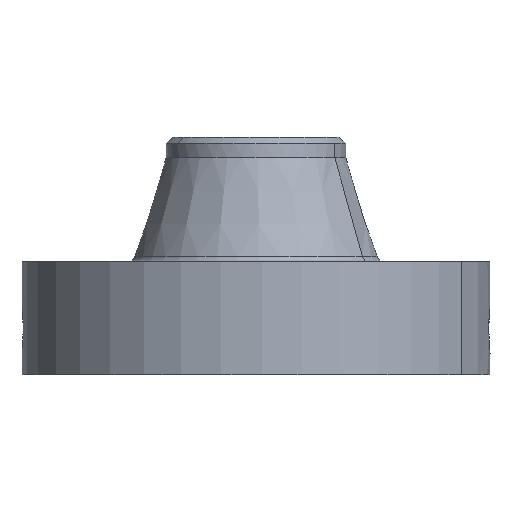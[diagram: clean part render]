
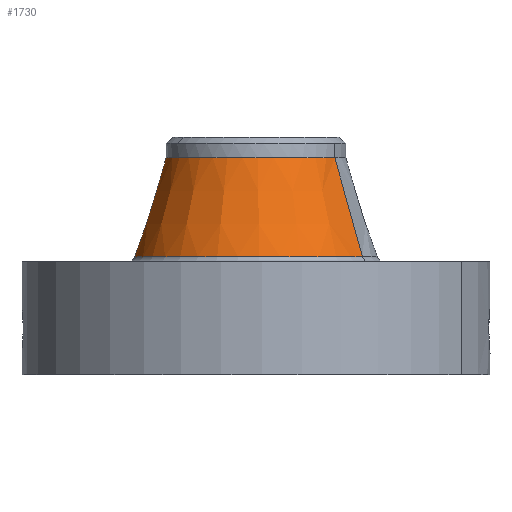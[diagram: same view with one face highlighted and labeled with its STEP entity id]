
A CAD part, left-side view. The second image highlights one B-rep face of the part: STEP entity #1730.
In plain terms, the highlighted conical face has half-angle 17.642 degrees and reference radius 36.576 mm.
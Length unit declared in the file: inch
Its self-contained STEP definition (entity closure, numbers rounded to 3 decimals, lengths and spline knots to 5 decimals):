
#1345=AXIS2_PLACEMENT_3D('Circle Axis2P3D',#1343,#1344,$) ;
#1703=AXIS2_PLACEMENT_3D('Cone Axis2P3D',#1700,#1701,#1702) ;
#1707=AXIS2_PLACEMENT_3D('Circle Axis2P3D',#1705,#1706,$) ;
#1340=CARTESIAN_POINT('Vertex',(0.69037,1.26372,3.47951)) ;
#1343=CARTESIAN_POINT('Axis2P3D Location',(0.,0.,3.47951)) ;
#1347=CARTESIAN_POINT('Vertex',(-0.69037,-1.26372,3.47951)) ;
#1700=CARTESIAN_POINT('Axis2P3D Location',(0.,0.,3.47951)) ;
#1705=CARTESIAN_POINT('Axis2P3D Location',(0.,0.,1.89663)) ;
#1709=CARTESIAN_POINT('Vertex',(-0.93172,-1.7055,1.89663)) ;
#1711=CARTESIAN_POINT('Vertex',(0.93172,1.7055,1.89663)) ;
#1714=CARTESIAN_POINT('Line Origine',(-0.81104,-1.48461,2.68807)) ;
#1719=CARTESIAN_POINT('Line Origine',(0.81104,1.48461,2.68807)) ;
#1344=DIRECTION('Axis2P3D Direction',(0.,0.,-0.039)) ;
#1701=DIRECTION('Axis2P3D Direction',(0.,0.,-0.039)) ;
#1702=DIRECTION('Axis2P3D XDirection',(0.019,0.035,0.)) ;
#1706=DIRECTION('Axis2P3D Direction',(0.,0.,-0.039)) ;
#1715=DIRECTION('Vector Direction',(-0.006,-0.01,-0.038)) ;
#1720=DIRECTION('Vector Direction',(0.006,0.01,-0.038)) ;
#1716=VECTOR('Line Direction',#1715,0.03937) ;
#1721=VECTOR('Line Direction',#1720,0.03937) ;
#1725=ORIENTED_EDGE('',*,*,#1713,.F.) ;
#1726=ORIENTED_EDGE('',*,*,#1718,.T.) ;
#1727=ORIENTED_EDGE('',*,*,#1349,.T.) ;
#1728=ORIENTED_EDGE('',*,*,#1723,.F.) ;
#1730=ADVANCED_FACE('PartBody',(#1729),#1704,.T.) ;
#1346=CIRCLE('generated circle',#1345,1.44) ;
#1708=CIRCLE('generated circle',#1707,1.9434) ;
#1704=CONICAL_SURFACE('Cone',#1703,1.44,0.308) ;
#1349=EDGE_CURVE('',#1348,#1341,#1346,.T.) ;
#1713=EDGE_CURVE('',#1710,#1712,#1708,.T.) ;
#1718=EDGE_CURVE('',#1710,#1348,#1717,.F.) ;
#1723=EDGE_CURVE('',#1712,#1341,#1722,.F.) ;
#1724=EDGE_LOOP('',(#1725,#1726,#1727,#1728)) ;
#1729=FACE_OUTER_BOUND('',#1724,.T.) ;
#1717=LINE('Line',#1714,#1716) ;
#1722=LINE('Line',#1719,#1721) ;
#1341=VERTEX_POINT('',#1340) ;
#1348=VERTEX_POINT('',#1347) ;
#1710=VERTEX_POINT('',#1709) ;
#1712=VERTEX_POINT('',#1711) ;
